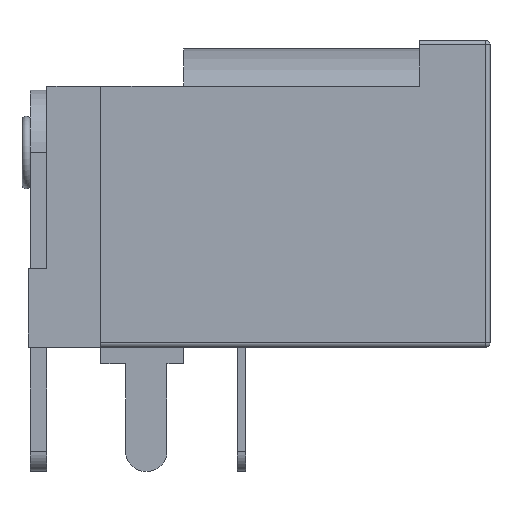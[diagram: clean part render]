
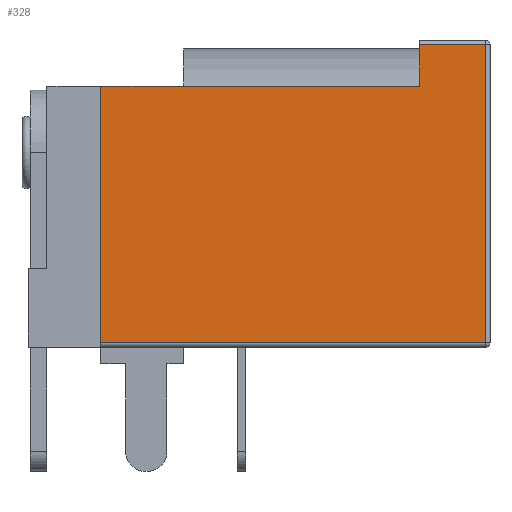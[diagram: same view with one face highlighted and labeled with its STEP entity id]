
A CAD part, left-side view. The second image highlights one B-rep face of the part: STEP entity #328.
In plain terms, the highlighted planar face has unit normal (-1, 0, 0).
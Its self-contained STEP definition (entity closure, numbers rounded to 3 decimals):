
#328 = ADVANCED_FACE( '', ( #721 ), #722, .T. );
#721 = FACE_OUTER_BOUND( '', #1250, .T. );
#722 = PLANE( '', #1251 );
#1250 = EDGE_LOOP( '', ( #1872, #1873, #1874, #1875, #1876, #1877, #1878 ) );
#1251 = AXIS2_PLACEMENT_3D( '', #1879, #1880, #1881 );
#1872 = ORIENTED_EDGE( '', *, *, #3271, .T. );
#1873 = ORIENTED_EDGE( '', *, *, #3272, .T. );
#1874 = ORIENTED_EDGE( '', *, *, #3273, .T. );
#1875 = ORIENTED_EDGE( '', *, *, #3274, .T. );
#1876 = ORIENTED_EDGE( '', *, *, #3275, .F. );
#1877 = ORIENTED_EDGE( '', *, *, #3276, .F. );
#1878 = ORIENTED_EDGE( '', *, *, #3277, .F. );
#1879 = CARTESIAN_POINT( '', ( -2.5, -1.7, -3.7 ) );
#1880 = DIRECTION( '', ( -1., 0., 0. ) );
#1881 = DIRECTION( '', ( 0., 0., 1. ) );
#3271 = EDGE_CURVE( '', #3875, #3876, #3877, .T. );
#3272 = EDGE_CURVE( '', #3876, #3878, #3879, .F. );
#3273 = EDGE_CURVE( '', #3878, #3880, #3881, .T. );
#3274 = EDGE_CURVE( '', #3880, #3882, #3883, .T. );
#3275 = EDGE_CURVE( '', #3884, #3882, #3885, .T. );
#3276 = EDGE_CURVE( '', #3886, #3884, #3887, .T. );
#3277 = EDGE_CURVE( '', #3875, #3886, #3888, .T. );
#3875 = VERTEX_POINT( '', #4740 );
#3876 = VERTEX_POINT( '', #4741 );
#3877 = LINE( '', #4742, #4743 );
#3878 = VERTEX_POINT( '', #4744 );
#3879 = LINE( '', #4745, #4746 );
#3880 = VERTEX_POINT( '', #4747 );
#3881 = LINE( '', #4748, #4749 );
#3882 = VERTEX_POINT( '', #4750 );
#3883 = LINE( '', #4751, #4752 );
#3884 = VERTEX_POINT( '', #4753 );
#3885 = LINE( '', #4754, #4755 );
#3886 = VERTEX_POINT( '', #4756 );
#3887 = LINE( '', #4757, #4758 );
#3888 = LINE( '', #4759, #4760 );
#4740 = CARTESIAN_POINT( '', ( -2.5, 7.7, 2.6 ) );
#4741 = CARTESIAN_POINT( '', ( -2.5, 7.7, -3.6 ) );
#4742 = CARTESIAN_POINT( '', ( -2.5, 7.7, 2.6 ) );
#4743 = VECTOR( '', #5784, 1000. );
#4744 = CARTESIAN_POINT( '', ( -2.5, -1.6, -3.6 ) );
#4745 = CARTESIAN_POINT( '', ( -2.5, -1.7, -3.6 ) );
#4746 = VECTOR( '', #5785, 1000. );
#4747 = CARTESIAN_POINT( '', ( -2.5, -1.6, 3.6 ) );
#4748 = CARTESIAN_POINT( '', ( -2.5, -1.6, 3.7 ) );
#4749 = VECTOR( '', #5786, 1000. );
#4750 = CARTESIAN_POINT( '', ( -2.5, 0., 3.6 ) );
#4751 = CARTESIAN_POINT( '', ( -2.5, -1.7, 3.6 ) );
#4752 = VECTOR( '', #5787, 1000. );
#4753 = CARTESIAN_POINT( '', ( -2.5, 0., 2.6 ) );
#4754 = CARTESIAN_POINT( '', ( -2.5, 0., -3.7 ) );
#4755 = VECTOR( '', #5788, 1000. );
#4756 = CARTESIAN_POINT( '', ( -2.5, 5.7, 2.6 ) );
#4757 = CARTESIAN_POINT( '', ( -2.5, 7.7, 2.6 ) );
#4758 = VECTOR( '', #5789, 1000. );
#4759 = CARTESIAN_POINT( '', ( -2.5, 7.7, 2.6 ) );
#4760 = VECTOR( '', #5790, 1000. );
#5784 = DIRECTION( '', ( 0., 0., -1. ) );
#5785 = DIRECTION( '', ( 0., 1., 0. ) );
#5786 = DIRECTION( '', ( 0., 0., 1. ) );
#5787 = DIRECTION( '', ( 0., 1., 0. ) );
#5788 = DIRECTION( '', ( 0., 0., 1. ) );
#5789 = DIRECTION( '', ( 0., -1., 0. ) );
#5790 = DIRECTION( '', ( 0., -1., 0. ) );
